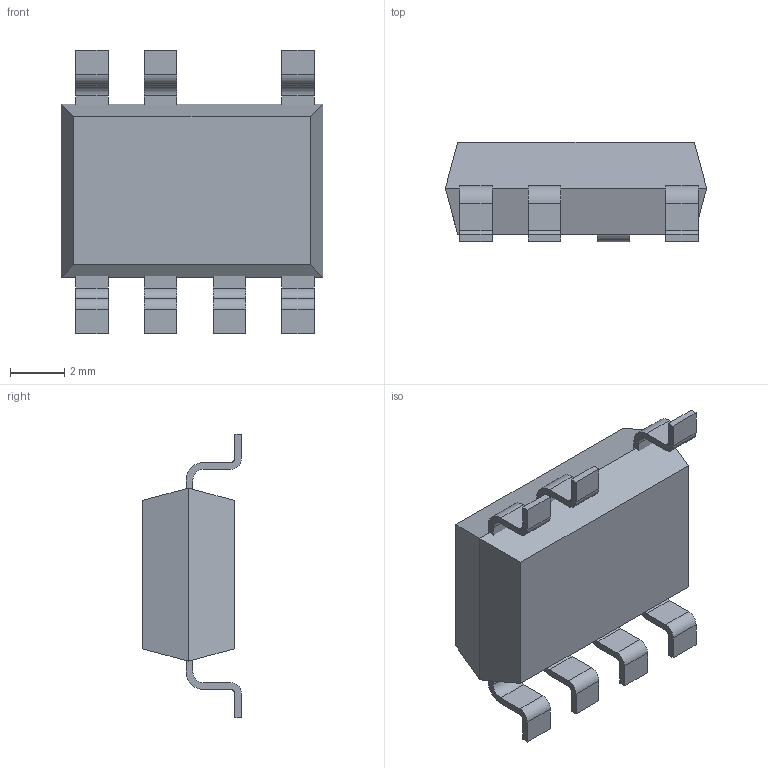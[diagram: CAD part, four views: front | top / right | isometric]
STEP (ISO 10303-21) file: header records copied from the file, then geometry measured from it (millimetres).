
FILE_DESCRIPTION (( 'STEP AP214' ), '1' );
FILE_NAME ('User Library-BC2223A.STEP', '2023-06-05T05:26:45', ( '' ), ( '' ), 'SwSTEP 2.0', 'SolidWorks 2022', '' );
FILE_SCHEMA (( 'AUTOMOTIVE_DESIGN' ));
Length unit declared in the file: millimetre
Products named in the file (3): BC2223A_Pin; BC2223A_body; User Library-BC2223A
Assembly tree (8 placements, depth 2):
  User Library-BC2223A
    BC2223A_body
    BC2223A_Pin  x7
Bounding box: 9.66 x 3.67 x 10.5 mm (x, y, z)
Volume: 194.7 mm3; surface area: 289.7 mm2
Topology: 8 solids, 8 shells, 113 faces, 282 edges, 186 vertices
Faces by surface type: plane 81, cylinder 30, bspline 2
Entity records: 1359 total; most frequent: CARTESIAN_POINT 236, DIRECTION 154, ORIENTED_EDGE 132, EDGE_CURVE 66, AXIS2_PLACEMENT_3D 52, LINE 50, VECTOR 50, VERTEX_POINT 42
